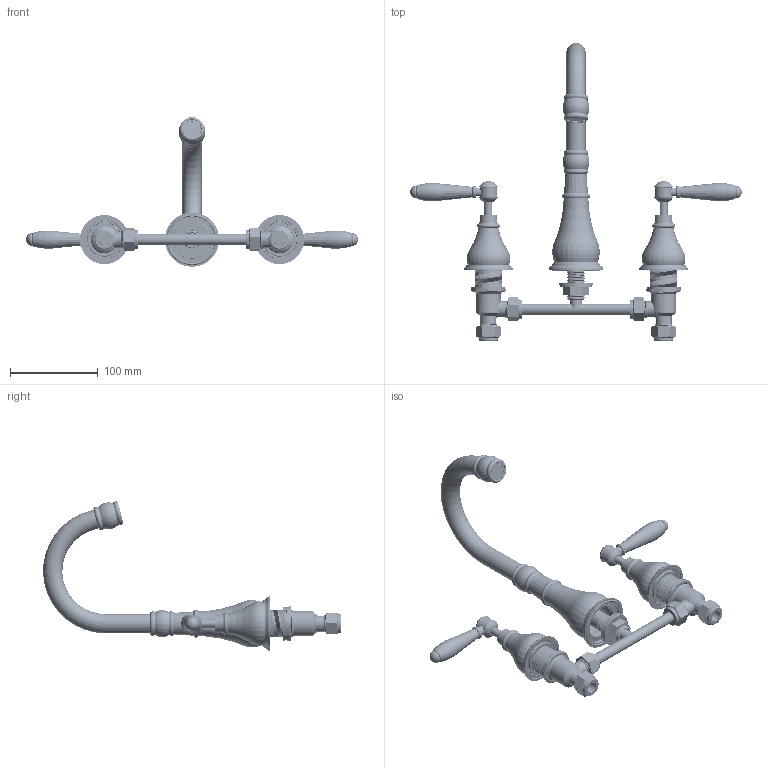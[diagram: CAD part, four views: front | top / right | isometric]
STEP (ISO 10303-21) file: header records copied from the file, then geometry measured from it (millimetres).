
FILE_DESCRIPTION (( 'STEP AP203' ), '1' );
FILE_NAME ('MV1040LCHP.STEP', '2020-02-27T00:28:54', ( 'Windows 蚚誧' ), ( '' ), 'SwSTEP 2.0', 'SolidWorks 2019', '' );
FILE_SCHEMA (( 'CONFIG_CONTROL_DESIGN' ));
Length unit declared in the file: millimetre
Products named in the file (51): 28.5X22.5X1.5綻祧菜え; MV22堤阨奪蟀諉璃; 22醱髓埴俔ㄗ爾諉ㄘ; 110快开插齿G58阀芯（30.5阀盖）; MV插齿陶瓷一字手轮; 170豜肣諉奪郪 R02001Z03; 40X32X1.5呿蹋菜え; G03097P00   呿蹋鞠褒簽; M16x1 22奪爾諉芛; 7x1.5 O型圈; M05001P00  呿蹋縐杶; G1-2醱髓酗諉芛; 58x2.5 O型圈 - UA70MV三通底帽; 臟賙M21.5X1堤阨厙; MV双把面盆钟罩组件; 22埴俔爾諉奪; MV三通面盆底帽; 菜え; MV邧參珨趼忒謫釱; M4x5 囀鞠褒す傷蹟佪; 醱髓埴俔郪; MV1040LCHP;    M70ZS01C     MV醱髓笘欶蚾庉簽; 175忒梟蟀諉裝;     M70ZS02C     MV醱髓堤阨奪釱; G03009C00  邧參鞠褒簽; G03008C00   概极匐褒簽; 175枎棟忒梟裝; 邧參醱髓褒概郪; 18x1.5 O型圈; MV22堤阨奪蟀諉璃ㄗ郪ㄘ; 邧參醱髓奪釱郪; 辦羲30.5坶踡蹟譫; 囀鞠褒潑芛蹟佪M5x12 (G12090G00); 双把110快开面盆主体组(配陶瓷手柄）; Z19021D00  邧參翋极; 邧參醱髓翋极郪; MV1040A; M16X1 22奪爾諉簽; MV堤阨諳ㄗ郪ㄘ ...
Assembly tree (75 placements, depth 5):
  MV1040LCHP
    双把110快开面盆主体组(配陶瓷手柄）
      邧參醱髓翋极郪
        邧參醱髓褒概郪
          Z19021D00  邧參翋极
          G03008C00   概极匐褒簽  x2
          40X32X1.5呿蹋菜え  x2
          G03009C00  邧參鞠褒簽  x2
          M05001P00  呿蹋縐杶  x2
        邧參醱髓褒概郪
          Z19021D00  邧參翋极
          G03008C00   概极匐褒簽  x2
          40X32X1.5呿蹋菜え  x2
          G03009C00  邧參鞠褒簽  x2
          M05001P00  呿蹋縐杶  x2
        170豜肣諉奪郪 R02001Z03
          R02002Z00  12.7豜肣奪
          G07010C00  豜肣奪爾諉芛
      110快开插齿G58阀芯（30.5阀盖）
        5-8辦羲概郋-110酗
        辦羲30.5坶踡蹟譫
        28.5X22.5X1.5綻祧菜え
      110快开插齿G58阀芯（30.5阀盖）
        5-8辦羲概郋-110酗
        辦羲30.5坶踡蹟譫
        28.5X22.5X1.5綻祧菜え
      MV双把面盆钟罩组件
           M70ZS00C     MV醱髓笘欶 
           M70ZS01C     MV醱髓笘欶蚾庉簽
      MV双把面盆钟罩组件
           M70ZS00C     MV醱髓笘欶 
           M70ZS01C     MV醱髓笘欶蚾庉簽
      MV插齿陶瓷一字手轮
        MV邧參珨趼忒謫釱
        囀鞠褒潑芛蹟佪M5x12 (G12090G00)
        175忒梟裝芛
        175忒梟蟀諉裝
        175枎棟忒梟裝
        175忒梟裝簽
        7x1.5 O型圈
      MV插齿陶瓷一字手轮
        MV邧參珨趼忒謫釱
        囀鞠褒潑芛蹟佪M5x12 (G12090G00)
        175忒梟裝芛
        175忒梟蟀諉裝
        175枎棟忒梟裝
        175忒梟裝簽
        7x1.5 O型圈
    邧參醱髓奪釱郪
          M70ZS02C     MV醱髓堤阨奪釱
      MV三通面盆底帽
      G1-2醱髓酗諉芛
      18x1.5 O型圈
      G03097P00   呿蹋鞠褒簽
      菜え
      M4x5 囀鞠褒す傷蹟佪
      58x2.5 O型圈 - UA70MV三通底帽
    MV1040A
      MV堤阨諳ㄗ郪ㄘ
        MV堤阨諳
Bounding box: 379 x 339.93 x 170.75 mm (x, y, z)
Volume: 306672.4 mm3; surface area: 263153.7 mm2
Topology: 59 solids, 59 shells, 2736 faces, 7164 edges, 4638 vertices
Faces by surface type: cylinder 1309, plane 598, cone 400, bspline 207, torus 202, sphere 20
Entity records: 111621 total; most frequent: CARTESIAN_POINT 70307, ORIENTED_EDGE 8144, DIRECTION 6772, EDGE_CURVE 4072, AXIS2_PLACEMENT_3D 2740, VERTEX_POINT 2641, EDGE_LOOP 1709, FACE_OUTER_BOUND 1574
